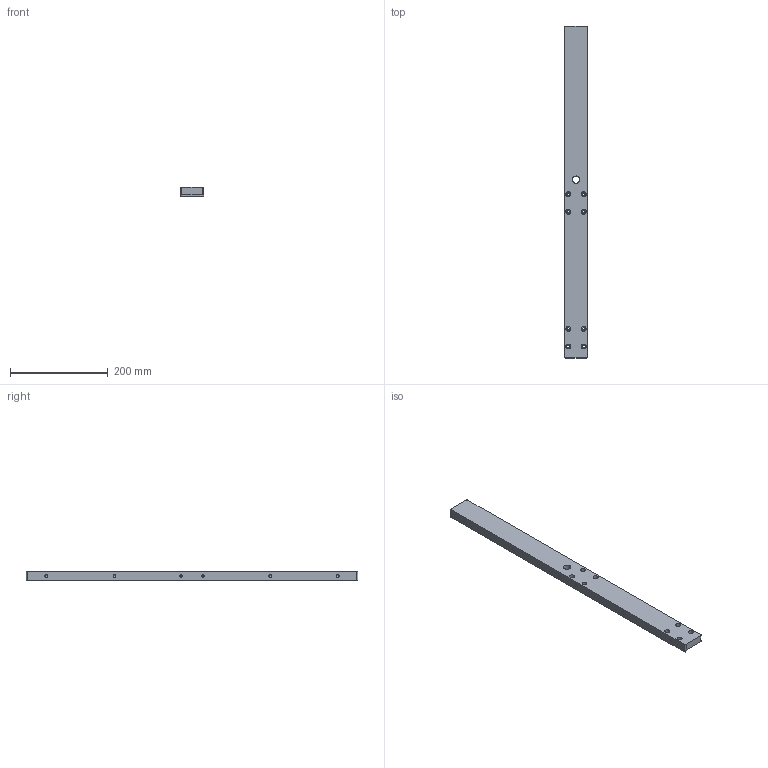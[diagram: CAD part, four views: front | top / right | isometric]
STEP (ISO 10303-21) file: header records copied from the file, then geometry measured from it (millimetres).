
FILE_DESCRIPTION(('HOOPS Exchange Step'),'2;1');
FILE_NAME('export-07C56E82-33B7-4ACA-BE76-4AB6BEECEA20.stp','2021-11-03T09:35:53+01:00',('User'),('Alibre'),'HOOPS Exchange 2020.1','Alibre','Unknown authorisation');
FILE_SCHEMA( ('AP242_MANAGED_MODEL_BASED_3D_ENGINEERING_MIM_LF {1 0 10303 442 1 1 4 }') );
Length unit declared in the file: millimetre
Products named in the file (1): 5719 TCS SlidePlate 15x50x678
Bounding box: 48 x 678 x 19 mm (x, y, z)
Volume: 567919.8 mm3; surface area: 99300.5 mm2
Topology: 1 solids, 1 shells, 98 faces, 288 edges, 197 vertices
Faces by surface type: cylinder 46, cone 30, plane 22
Full cylindrical faces by diameter (mm): 5 x16, 5.3 x8, 10 x8, 15 x1
Entity records: 3831 total; most frequent: CARTESIAN_POINT 1015, DIRECTION 626, ORIENTED_EDGE 548, EDGE_CURVE 274, AXIS2_PLACEMENT_3D 256, VERTEX_POINT 197, CIRCLE 156, EDGE_LOOP 139
